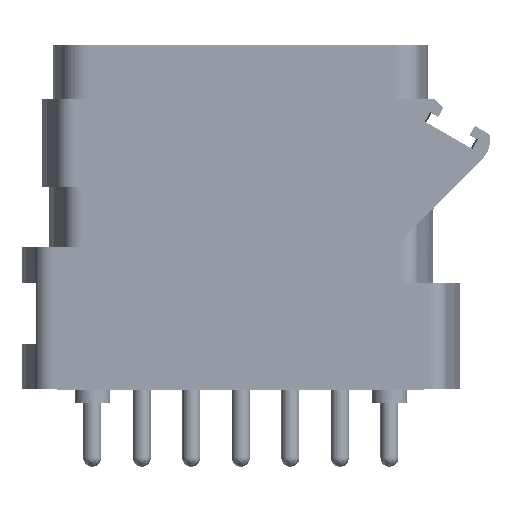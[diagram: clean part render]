
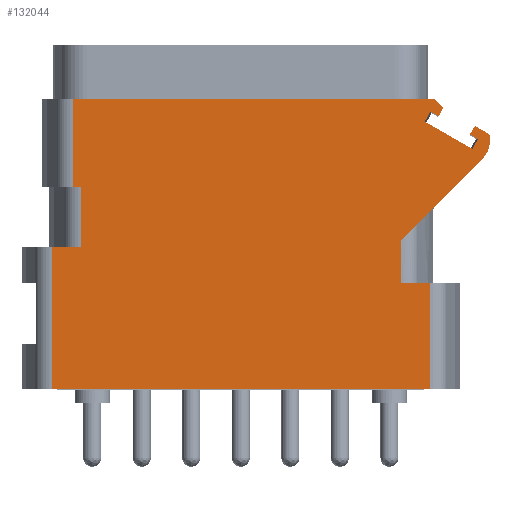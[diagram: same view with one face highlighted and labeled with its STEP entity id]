
A CAD part, front view. The second image highlights one B-rep face of the part: STEP entity #132044.
In plain terms, the highlighted planar face has unit normal (0, -1, 0).
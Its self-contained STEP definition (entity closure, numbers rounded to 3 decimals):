
#6521=DIRECTION('',(0.,0.,-1.));
#6522=VECTOR('',#6521,5.);
#6523=CARTESIAN_POINT('',(-9.492,-5.,16.4));
#6524=LINE('',#6523,#6522);
#6530=DIRECTION('',(1.,0.,0.));
#6531=VECTOR('',#6530,0.436);
#6532=CARTESIAN_POINT('',(-9.492,-5.,11.4));
#6533=LINE('',#6532,#6531);
#6548=DIRECTION('',(0.866,0.,-0.5));
#6549=VECTOR('',#6548,0.525);
#6550=CARTESIAN_POINT('',(10.725,-5.,15.663));
#6551=LINE('',#6550,#6549);
#6552=DIRECTION('',(-0.866,0.,0.5));
#6553=VECTOR('',#6552,3.1);
#6554=CARTESIAN_POINT('',(13.085,-5.,13.55));
#6555=LINE('',#6554,#6553);
#6556=DIRECTION('',(0.866,0.,-0.5));
#6557=VECTOR('',#6556,0.525);
#6558=CARTESIAN_POINT('',(12.955,-5.,14.375));
#6559=LINE('',#6558,#6557);
#6560=DIRECTION('',(-0.5,0.,-0.866));
#6561=VECTOR('',#6560,0.55);
#6562=CARTESIAN_POINT('',(13.23,-5.,14.852));
#6563=LINE('',#6562,#6561);
#6564=DIRECTION('',(-0.866,0.,0.5));
#6565=VECTOR('',#6564,0.947);
#6566=CARTESIAN_POINT('',(14.05,-5.,14.378));
#6567=LINE('',#6566,#6565);
#6568=CARTESIAN_POINT('',(12.588,-5.,14.043));
#6569=DIRECTION('',(0.,-1.,0.));
#6570=DIRECTION('',(0.707,0.,-0.707));
#6571=AXIS2_PLACEMENT_3D('',#6568,#6569,#6570);
#6573=DIRECTION('',(1.,0.,0.));
#6574=VECTOR('',#6573,20.392);
#6575=CARTESIAN_POINT('',(-9.492,-5.,16.4));
#6576=LINE('',#6575,#6574);
#6577=DIRECTION('',(-0.727,0.,0.686));
#6578=VECTOR('',#6577,0.763);
#6579=CARTESIAN_POINT('',(11.455,-5.,15.877));
#6580=LINE('',#6579,#6578);
#6581=DIRECTION('',(0.5,0.,0.866));
#6582=VECTOR('',#6581,0.55);
#6583=CARTESIAN_POINT('',(11.18,-5.,15.4));
#6584=LINE('',#6583,#6582);
#6679=DIRECTION('',(0.,0.,-1.));
#6680=VECTOR('',#6679,3.4);
#6681=CARTESIAN_POINT('',(-9.056,-5.,11.4));
#6682=LINE('',#6681,#6680);
#6697=DIRECTION('',(-1.,0.,0.));
#6698=VECTOR('',#6697,1.619);
#6699=CARTESIAN_POINT('',(-9.056,-5.,8.));
#6700=LINE('',#6699,#6698);
#6706=DIRECTION('',(0.,0.,-1.));
#6707=VECTOR('',#6706,8.);
#6708=CARTESIAN_POINT('',(-10.675,-5.,8.));
#6709=LINE('',#6708,#6707);
#6742=DIRECTION('',(1.,0.,0.));
#6743=VECTOR('',#6742,21.35);
#6744=CARTESIAN_POINT('',(-10.675,-5.,0.));
#6745=LINE('',#6744,#6743);
#6776=DIRECTION('',(0.,0.,-1.));
#6777=VECTOR('',#6776,6.);
#6778=CARTESIAN_POINT('',(10.675,-5.,6.));
#6779=LINE('',#6778,#6777);
#6808=DIRECTION('',(-1.,0.,0.));
#6809=VECTOR('',#6808,1.619);
#6810=CARTESIAN_POINT('',(10.675,-5.,6.));
#6811=LINE('',#6810,#6809);
#6821=DIRECTION('',(0.,0.,1.));
#6822=VECTOR('',#6821,2.39);
#6823=CARTESIAN_POINT('',(9.056,-5.,6.));
#6824=LINE('',#6823,#6822);
#6875=DIRECTION('',(0.707,0.,0.707));
#6876=VECTOR('',#6875,6.495);
#6877=CARTESIAN_POINT('',(9.056,-5.,8.39));
#6878=LINE('',#6877,#6876);
#6946=DIRECTION('',(-0.5,0.,-0.866));
#6947=VECTOR('',#6946,0.65);
#6948=CARTESIAN_POINT('',(13.41,-5.,14.113));
#6949=LINE('',#6948,#6947);
#6974=DIRECTION('',(0.5,0.,0.866));
#6975=VECTOR('',#6974,0.65);
#6976=CARTESIAN_POINT('',(10.4,-5.,15.1));
#6977=LINE('',#6976,#6975);
#99976=CARTESIAN_POINT('',(13.649,-5.,12.983));
#99977=CARTESIAN_POINT('',(14.05,-5.,14.378));
#99978=VERTEX_POINT('',#99976);
#99979=VERTEX_POINT('',#99977);
#99980=CARTESIAN_POINT('',(13.23,-5.,14.852));
#99981=VERTEX_POINT('',#99980);
#100334=CARTESIAN_POINT('',(10.675,-5.,6.));
#100335=CARTESIAN_POINT('',(10.675,-5.,0.));
#100336=VERTEX_POINT('',#100334);
#100337=VERTEX_POINT('',#100335);
#100356=CARTESIAN_POINT('',(-10.675,-5.,0.));
#100357=VERTEX_POINT('',#100356);
#100364=CARTESIAN_POINT('',(-10.675,-5.,8.));
#100365=VERTEX_POINT('',#100364);
#100386=CARTESIAN_POINT('',(9.056,-5.,6.));
#100387=CARTESIAN_POINT('',(9.056,-5.,8.39));
#100388=VERTEX_POINT('',#100386);
#100389=VERTEX_POINT('',#100387);
#100402=CARTESIAN_POINT('',(-9.056,-5.,11.4));
#100403=CARTESIAN_POINT('',(-9.056,-5.,8.));
#100404=VERTEX_POINT('',#100402);
#100405=VERTEX_POINT('',#100403);
#100418=CARTESIAN_POINT('',(-9.492,-5.,16.4));
#100419=VERTEX_POINT('',#100418);
#100420=CARTESIAN_POINT('',(-9.492,-5.,11.4));
#100421=VERTEX_POINT('',#100420);
#100432=CARTESIAN_POINT('',(10.9,-5.,16.4));
#100433=VERTEX_POINT('',#100432);
#100436=CARTESIAN_POINT('',(11.455,-5.,15.877));
#100437=VERTEX_POINT('',#100436);
#100438=CARTESIAN_POINT('',(10.4,-5.,15.1));
#100440=VERTEX_POINT('',#100438);
#100448=CARTESIAN_POINT('',(13.085,-5.,13.55));
#100449=VERTEX_POINT('',#100448);
#100450=CARTESIAN_POINT('',(10.725,-5.,15.663));
#100451=CARTESIAN_POINT('',(11.18,-5.,15.4));
#100452=VERTEX_POINT('',#100450);
#100453=VERTEX_POINT('',#100451);
#100454=CARTESIAN_POINT('',(12.955,-5.,14.375));
#100455=CARTESIAN_POINT('',(13.41,-5.,14.113));
#100456=VERTEX_POINT('',#100454);
#100457=VERTEX_POINT('',#100455);
#131998=CARTESIAN_POINT('',(-11.347,-5.,0.));
#131999=DIRECTION('',(0.,-1.,0.));
#132000=DIRECTION('',(1.,0.,0.));
#132001=AXIS2_PLACEMENT_3D('',#131998,#131999,#132000);
#132002=PLANE('',#132001);
#132004=ORIENTED_EDGE('',*,*,#132003,.F.);
#132006=ORIENTED_EDGE('',*,*,#132005,.F.);
#132008=ORIENTED_EDGE('',*,*,#132007,.F.);
#132010=ORIENTED_EDGE('',*,*,#132009,.F.);
#132012=ORIENTED_EDGE('',*,*,#132011,.F.);
#132014=ORIENTED_EDGE('',*,*,#132013,.F.);
#132016=ORIENTED_EDGE('',*,*,#132015,.F.);
#132018=ORIENTED_EDGE('',*,*,#132017,.F.);
#132020=ORIENTED_EDGE('',*,*,#132019,.F.);
#132022=ORIENTED_EDGE('',*,*,#132021,.F.);
#132024=ORIENTED_EDGE('',*,*,#132023,.F.);
#132026=ORIENTED_EDGE('',*,*,#132025,.T.);
#132028=ORIENTED_EDGE('',*,*,#132027,.F.);
#132030=ORIENTED_EDGE('',*,*,#132029,.F.);
#132032=ORIENTED_EDGE('',*,*,#132031,.F.);
#132034=ORIENTED_EDGE('',*,*,#132033,.F.);
#132035=ORIENTED_EDGE('',*,*,#131982,.F.);
#132036=ORIENTED_EDGE('',*,*,#131955,.F.);
#132037=ORIENTED_EDGE('',*,*,#131925,.T.);
#132039=ORIENTED_EDGE('',*,*,#132038,.F.);
#132041=ORIENTED_EDGE('',*,*,#132040,.F.);
#132042=EDGE_LOOP('',(#132004,#132006,#132008,#132010,#132012,#132014,#132016,
#132018,#132020,#132022,#132024,#132026,#132028,#132030,#132032,#132034,#132035,
#132036,#132037,#132039,#132041));
#132043=FACE_OUTER_BOUND('',#132042,.F.);
#132044=ADVANCED_FACE('',(#132043),#132002,.T.);
#6572=CIRCLE('',#6571,1.5);
#131925=EDGE_CURVE('',#100419,#100433,#6576,.T.);
#131955=EDGE_CURVE('',#100419,#100421,#6524,.T.);
#131982=EDGE_CURVE('',#100421,#100404,#6533,.T.);
#132003=EDGE_CURVE('',#100452,#100453,#6551,.T.);
#132005=EDGE_CURVE('',#100440,#100452,#6977,.T.);
#132007=EDGE_CURVE('',#100449,#100440,#6555,.T.);
#132009=EDGE_CURVE('',#100457,#100449,#6949,.T.);
#132011=EDGE_CURVE('',#100456,#100457,#6559,.T.);
#132013=EDGE_CURVE('',#99981,#100456,#6563,.T.);
#132015=EDGE_CURVE('',#99979,#99981,#6567,.T.);
#132017=EDGE_CURVE('',#99978,#99979,#6572,.T.);
#132019=EDGE_CURVE('',#100389,#99978,#6878,.T.);
#132021=EDGE_CURVE('',#100388,#100389,#6824,.T.);
#132023=EDGE_CURVE('',#100336,#100388,#6811,.T.);
#132025=EDGE_CURVE('',#100336,#100337,#6779,.T.);
#132027=EDGE_CURVE('',#100357,#100337,#6745,.T.);
#132029=EDGE_CURVE('',#100365,#100357,#6709,.T.);
#132031=EDGE_CURVE('',#100405,#100365,#6700,.T.);
#132033=EDGE_CURVE('',#100404,#100405,#6682,.T.);
#132038=EDGE_CURVE('',#100437,#100433,#6580,.T.);
#132040=EDGE_CURVE('',#100453,#100437,#6584,.T.);
